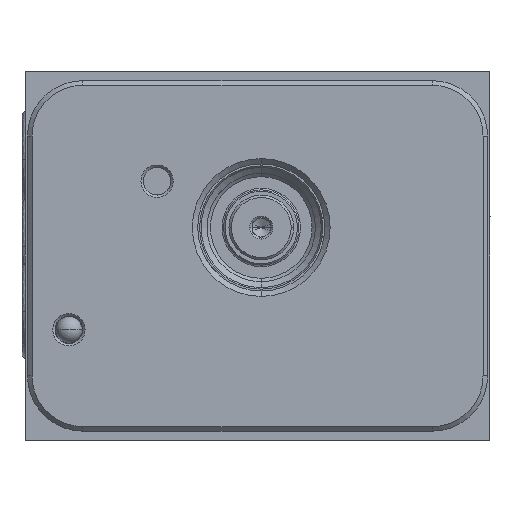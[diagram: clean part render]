
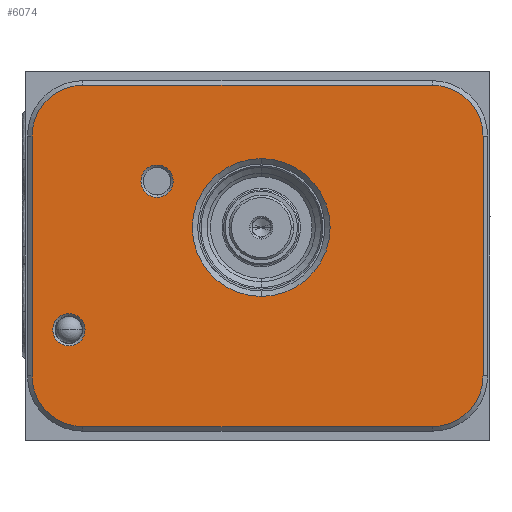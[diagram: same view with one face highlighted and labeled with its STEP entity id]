
A CAD part, left-side view. The second image highlights one B-rep face of the part: STEP entity #6074.
In plain terms, the highlighted planar face has unit normal (-1, 0, 0).
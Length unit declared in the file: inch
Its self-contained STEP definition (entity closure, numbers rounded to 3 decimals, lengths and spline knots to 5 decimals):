
#1207=CARTESIAN_POINT('',(0.,-1.6,1.443));
#1208=DIRECTION('',(1.,0.,0.));
#1209=DIRECTION('',(0.,0.,-1.));
#1210=AXIS2_PLACEMENT_3D('',#1207,#1208,#1209);
#1212=CARTESIAN_POINT('',(0.,-1.6,1.443));
#1213=DIRECTION('',(1.,0.,0.));
#1214=DIRECTION('',(0.,0.,1.));
#1215=AXIS2_PLACEMENT_3D('',#1212,#1213,#1214);
#1217=CARTESIAN_POINT('',(0.,-0.894,1.757));
#1218=DIRECTION('',(1.,0.,0.));
#1219=DIRECTION('',(0.,0.643,-0.766));
#1220=AXIS2_PLACEMENT_3D('',#1217,#1218,#1219);
#1222=CARTESIAN_POINT('',(0.,-0.894,1.757));
#1223=DIRECTION('',(1.,0.,0.));
#1224=DIRECTION('',(0.,-0.643,0.766));
#1225=AXIS2_PLACEMENT_3D('',#1222,#1223,#1224);
#1227=CARTESIAN_POINT('',(0.,-0.297,0.75));
#1228=DIRECTION('',(1.,0.,0.));
#1229=DIRECTION('',(0.,0.643,-0.766));
#1230=AXIS2_PLACEMENT_3D('',#1227,#1228,#1229);
#1232=CARTESIAN_POINT('',(0.,-0.297,0.75));
#1233=DIRECTION('',(1.,0.,0.));
#1234=DIRECTION('',(0.,-0.643,0.766));
#1235=AXIS2_PLACEMENT_3D('',#1232,#1233,#1234);
#3145=CARTESIAN_POINT('',(0.,-2.759,0.438));
#3146=DIRECTION('',(1.,0.,0.));
#3147=DIRECTION('',(0.,-1.,0.));
#3148=AXIS2_PLACEMENT_3D('',#3145,#3146,#3147);
#3159=DIRECTION('',(0.,0.,-1.));
#3160=VECTOR('',#3159,1.625);
#3161=CARTESIAN_POINT('',(0.,-3.103,2.063));
#3162=LINE('',#3161,#3160);
#3171=CARTESIAN_POINT('',(0.,-2.759,2.063));
#3172=DIRECTION('',(1.,0.,0.));
#3173=DIRECTION('',(0.,0.,1.));
#3174=AXIS2_PLACEMENT_3D('',#3171,#3172,#3173);
#3185=DIRECTION('',(0.,-1.,0.));
#3186=VECTOR('',#3185,2.368);
#3187=CARTESIAN_POINT('',(0.,-0.391,2.407));
#3188=LINE('',#3187,#3186);
#3197=CARTESIAN_POINT('',(0.,-0.391,2.063));
#3198=DIRECTION('',(1.,0.,0.));
#3199=DIRECTION('',(0.,1.,0.));
#3200=AXIS2_PLACEMENT_3D('',#3197,#3198,#3199);
#3211=DIRECTION('',(0.,0.,1.));
#3212=VECTOR('',#3211,1.625);
#3213=CARTESIAN_POINT('',(0.,-0.047,0.438));
#3214=LINE('',#3213,#3212);
#3219=CARTESIAN_POINT('',(0.,-0.391,0.438));
#3220=DIRECTION('',(1.,0.,0.));
#3221=DIRECTION('',(0.,0.,-1.));
#3222=AXIS2_PLACEMENT_3D('',#3219,#3220,#3221);
#3237=DIRECTION('',(0.,1.,0.));
#3238=VECTOR('',#3237,2.368);
#3239=CARTESIAN_POINT('',(0.,-2.759,0.094));
#3240=LINE('',#3239,#3238);
#4471=CARTESIAN_POINT('',(0.,-1.6,1.91));
#4472=VERTEX_POINT('',#4471);
#4477=CARTESIAN_POINT('',(0.,-1.6,0.976));
#4478=VERTEX_POINT('',#4477);
#4491=CARTESIAN_POINT('',(0.,-0.82361,1.67312));
#4492=CARTESIAN_POINT('',(0.,-0.96439,1.84088));
#4493=VERTEX_POINT('',#4491);
#4494=VERTEX_POINT('',#4492);
#4509=CARTESIAN_POINT('',(0.,-0.22661,0.66612));
#4510=CARTESIAN_POINT('',(0.,-0.36739,0.83388));
#4511=VERTEX_POINT('',#4509);
#4512=VERTEX_POINT('',#4510);
#4543=CARTESIAN_POINT('',(0.,-0.047,0.438));
#4544=CARTESIAN_POINT('',(0.,-0.047,2.063));
#4545=VERTEX_POINT('',#4543);
#4546=VERTEX_POINT('',#4544);
#4551=CARTESIAN_POINT('',(0.,-0.391,2.407));
#4552=VERTEX_POINT('',#4551);
#4555=CARTESIAN_POINT('',(0.,-2.759,2.407));
#4556=VERTEX_POINT('',#4555);
#4559=CARTESIAN_POINT('',(0.,-3.103,2.063));
#4560=VERTEX_POINT('',#4559);
#4563=CARTESIAN_POINT('',(0.,-3.103,0.438));
#4564=VERTEX_POINT('',#4563);
#4567=CARTESIAN_POINT('',(0.,-2.759,0.094));
#4568=VERTEX_POINT('',#4567);
#4571=CARTESIAN_POINT('',(0.,-0.391,0.094));
#4572=VERTEX_POINT('',#4571);
#6035=CARTESIAN_POINT('',(0.,0.,0.));
#6036=DIRECTION('',(-1.,0.,0.));
#6037=DIRECTION('',(0.,-1.,0.));
#6038=AXIS2_PLACEMENT_3D('',#6035,#6036,#6037);
#6039=PLANE('',#6038);
#6041=ORIENTED_EDGE('',*,*,#6040,.T.);
#6043=ORIENTED_EDGE('',*,*,#6042,.T.);
#6045=ORIENTED_EDGE('',*,*,#6044,.T.);
#6047=ORIENTED_EDGE('',*,*,#6046,.T.);
#6049=ORIENTED_EDGE('',*,*,#6048,.T.);
#6051=ORIENTED_EDGE('',*,*,#6050,.T.);
#6053=ORIENTED_EDGE('',*,*,#6052,.T.);
#6055=ORIENTED_EDGE('',*,*,#6054,.T.);
#6056=EDGE_LOOP('',(#6041,#6043,#6045,#6047,#6049,#6051,#6053,#6055));
#6057=FACE_OUTER_BOUND('',#6056,.F.);
#6059=ORIENTED_EDGE('',*,*,#6058,.F.);
#6061=ORIENTED_EDGE('',*,*,#6060,.F.);
#6062=EDGE_LOOP('',(#6059,#6061));
#6063=FACE_BOUND('',#6062,.F.);
#6065=ORIENTED_EDGE('',*,*,#6064,.F.);
#6067=ORIENTED_EDGE('',*,*,#6066,.F.);
#6068=EDGE_LOOP('',(#6065,#6067));
#6069=FACE_BOUND('',#6068,.F.);
#6070=ORIENTED_EDGE('',*,*,#6017,.F.);
#6071=ORIENTED_EDGE('',*,*,#6028,.F.);
#6072=EDGE_LOOP('',(#6070,#6071));
#6073=FACE_BOUND('',#6072,.F.);
#6074=ADVANCED_FACE('',(#6057,#6063,#6069,#6073),#6039,.T.);
#1211=CIRCLE('',#1210,0.467);
#1216=CIRCLE('',#1215,0.467);
#1221=CIRCLE('',#1220,0.1095);
#1226=CIRCLE('',#1225,0.1095);
#1231=CIRCLE('',#1230,0.1095);
#1236=CIRCLE('',#1235,0.1095);
#3149=CIRCLE('',#3148,0.344);
#3175=CIRCLE('',#3174,0.344);
#3201=CIRCLE('',#3200,0.344);
#3223=CIRCLE('',#3222,0.344);
#6017=EDGE_CURVE('',#4478,#4472,#1211,.T.);
#6028=EDGE_CURVE('',#4472,#4478,#1216,.T.);
#6040=EDGE_CURVE('',#4564,#4568,#3149,.T.);
#6042=EDGE_CURVE('',#4568,#4572,#3240,.T.);
#6044=EDGE_CURVE('',#4572,#4545,#3223,.T.);
#6046=EDGE_CURVE('',#4545,#4546,#3214,.T.);
#6048=EDGE_CURVE('',#4546,#4552,#3201,.T.);
#6050=EDGE_CURVE('',#4552,#4556,#3188,.T.);
#6052=EDGE_CURVE('',#4556,#4560,#3175,.T.);
#6054=EDGE_CURVE('',#4560,#4564,#3162,.T.);
#6058=EDGE_CURVE('',#4493,#4494,#1221,.T.);
#6060=EDGE_CURVE('',#4494,#4493,#1226,.T.);
#6064=EDGE_CURVE('',#4511,#4512,#1231,.T.);
#6066=EDGE_CURVE('',#4512,#4511,#1236,.T.);
